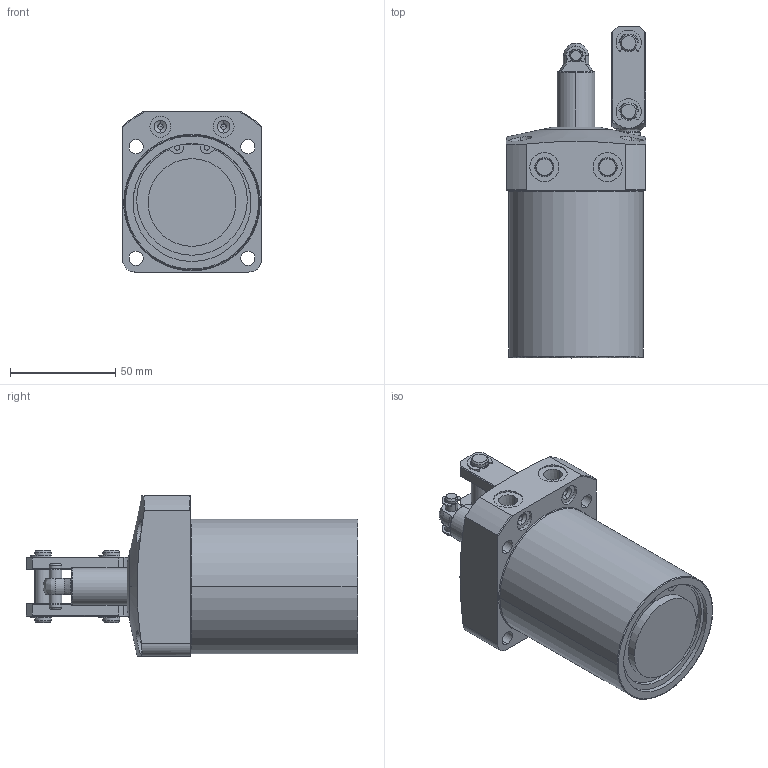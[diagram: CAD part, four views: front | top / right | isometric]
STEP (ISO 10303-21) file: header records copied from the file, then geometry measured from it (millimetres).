
FILE_DESCRIPTION (( 'STEP AP203' ), '1' );
FILE_NAME ('WCE2501-2AR.STEP', '2019-10-14T07:14:25', ( '微软用户' ), ( '微软中国' ), 'SwSTEP 2.0', 'SolidWorks 2012', '' );
FILE_SCHEMA (( 'CONFIG_CONTROL_DESIGN' ));
Length unit declared in the file: millimetre
Products named in the file (9): WCE2500_槭暌溞; WCE2500_菛巍催獉; WCE2500_咂衝椳紕_; 4L51242-00咂搘1; 4L51243-00咂搘2; WCA0500_嵋裡葨凰_4WC100018-00; ETW-4; ETW-6; WCE2501-2AR
Assembly tree (14 placements, depth 2):
  WCE2501-2AR
    WCE2500_槭暌溞
    WCE2500_菛巍催獉
    WCE2500_咂衝椳紕_
    4L51242-00咂搘1
    4L51243-00咂搘2  x2
    WCA0500_嵋裡葨凰_4WC100018-00  x2
    ETW-4  x2
    ETW-6  x4
Bounding box: 66 x 157.5 x 76 mm (x, y, z)
Volume: 391551.8 mm3; surface area: 53603.9 mm2
Topology: 14 solids, 15 shells, 478 faces, 1206 edges, 783 vertices
Faces by surface type: cylinder 264, plane 134, cone 65, bspline 15
Entity records: 11637 total; most frequent: CARTESIAN_POINT 2886, DIRECTION 1724, ORIENTED_EDGE 1536, EDGE_CURVE 768, AXIS2_PLACEMENT_3D 704, VERTEX_POINT 495, CIRCLE 390, EDGE_LOOP 357
